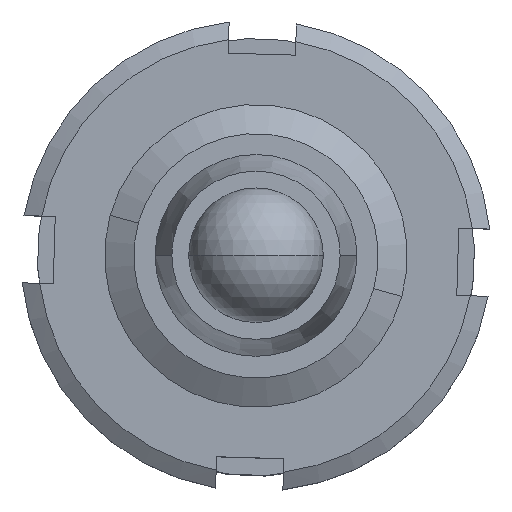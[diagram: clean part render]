
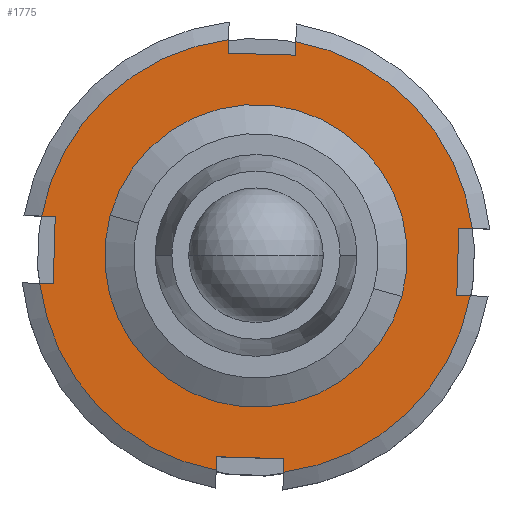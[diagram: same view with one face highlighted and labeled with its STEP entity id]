
A CAD part, top view. The second image highlights one B-rep face of the part: STEP entity #1775.
In plain terms, the highlighted planar face has unit normal (0, 0, 1).
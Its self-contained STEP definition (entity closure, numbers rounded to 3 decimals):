
#2 = EDGE_CURVE ( 'NONE', #1094, #1851, #1438, .T. ) ;
#15 = EDGE_CURVE ( 'NONE', #1896, #403, #92, .T. ) ;
#26 = EDGE_CURVE ( 'NONE', #1714, #1094, #850, .T. ) ;
#46 = AXIS2_PLACEMENT_3D ( 'NONE', #474, #1907, #1864 ) ;
#54 = VERTEX_POINT ( 'NONE', #629 ) ;
#56 = EDGE_CURVE ( 'NONE', #403, #1896, #228, .T. ) ;
#62 = VECTOR ( 'NONE', #704, 1000. ) ;
#81 = VECTOR ( 'NONE', #1378, 1000. ) ;
#82 = CARTESIAN_POINT ( 'NONE',  ( -0.755, 4.086, 10.543 ) ) ;
#87 = CARTESIAN_POINT ( 'NONE',  ( 11.298, 5.738, 10.543 ) ) ;
#92 = CIRCLE ( 'NONE', #1543, 4.125 ) ;
#96 = LINE ( 'NONE', #1649, #1695 ) ;
#115 = LINE ( 'NONE', #211, #524 ) ;
#123 = VECTOR ( 'NONE', #1743, 1000. ) ;
#139 = ORIENTED_EDGE ( 'NONE', *, *, #247, .T. ) ;
#153 = ORIENTED_EDGE ( 'NONE', *, *, #760, .T. ) ;
#203 = ORIENTED_EDGE ( 'NONE', *, *, #1181, .T. ) ;
#207 = EDGE_CURVE ( 'NONE', #1692, #616, #1462, .T. ) ;
#211 = CARTESIAN_POINT ( 'NONE',  ( 12.226, 5.711, 10.543 ) ) ;
#216 = CARTESIAN_POINT ( 'NONE',  ( 11.24, 3.739, 10.543 ) ) ;
#218 = DIRECTION ( 'NONE',  ( 1., -0.029, 0. ) ) ;
#228 = CIRCLE ( 'NONE', #1879, 4.125 ) ;
#247 = EDGE_CURVE ( 'NONE', #1764, #322, #1872, .T. ) ;
#289 = FACE_BOUND ( 'NONE', #713, .T. ) ;
#304 = ORIENTED_EDGE ( 'NONE', *, *, #56, .F. ) ;
#305 = DIRECTION ( 'NONE',  ( 0.029, 1., 0. ) ) ;
#322 = VERTEX_POINT ( 'NONE', #1285 ) ;
#326 = VERTEX_POINT ( 'NONE', #1280 ) ;
#328 = ORIENTED_EDGE ( 'NONE', *, *, #2, .T. ) ;
#340 = CARTESIAN_POINT ( 'NONE',  ( 4.446, 10.939, 10.543 ) ) ;
#359 = DIRECTION ( 'NONE',  ( 0., 0., 1. ) ) ;
#389 = DIRECTION ( 'NONE',  ( 1., -0.029, 0. ) ) ;
#393 = VERTEX_POINT ( 'NONE', #1325 ) ;
#403 = VERTEX_POINT ( 'NONE', #1331 ) ;
#409 = CARTESIAN_POINT ( 'NONE',  ( -0.755, 4.086, 10.543 ) ) ;
#421 = ORIENTED_EDGE ( 'NONE', *, *, #725, .T. ) ;
#422 = EDGE_LOOP ( 'NONE', ( #945, #885, #153, #1403, #573, #964, #328, #1189, #724, #1030, #662, #203, #421, #1901, #139, #722 ) ) ;
#436 = VECTOR ( 'NONE', #1410, 1000. ) ;
#445 = VERTEX_POINT ( 'NONE', #1487 ) ;
#474 = CARTESIAN_POINT ( 'NONE',  ( 5.272, 4.912, 10.543 ) ) ;
#476 = AXIS2_PLACEMENT_3D ( 'NONE', #1157, #359, #389 ) ;
#510 = CARTESIAN_POINT ( 'NONE',  ( 11.701, 5.727, 10.543 ) ) ;
#524 = VECTOR ( 'NONE', #218, 1000. ) ;
#532 = CARTESIAN_POINT ( 'NONE',  ( 6.086, -1.517, 10.543 ) ) ;
#535 = LINE ( 'NONE', #1448, #123 ) ;
#536 = CARTESIAN_POINT ( 'NONE',  ( -1.099, 6.097, 10.543 ) ) ;
#539 = AXIS2_PLACEMENT_3D ( 'NONE', #1861, #861, #1201 ) ;
#555 = DIRECTION ( 'NONE',  ( -1., 0.029, 0. ) ) ;
#569 = PLANE ( 'NONE',  #476 ) ;
#573 = ORIENTED_EDGE ( 'NONE', *, *, #983, .T. ) ;
#613 = VECTOR ( 'NONE', #773, 1000. ) ;
#616 = VERTEX_POINT ( 'NONE', #1769 ) ;
#629 = CARTESIAN_POINT ( 'NONE',  ( 4.087, -1.459, 10.543 ) ) ;
#633 = EDGE_CURVE ( 'NONE', #616, #1085, #1296, .T. ) ;
#643 = CARTESIAN_POINT ( 'NONE',  ( 1.148, 5.032, 10.543 ) ) ;
#662 = ORIENTED_EDGE ( 'NONE', *, *, #633, .T. ) ;
#683 = CARTESIAN_POINT ( 'NONE',  ( 5.272, 4.912, 10.543 ) ) ;
#687 = CARTESIAN_POINT ( 'NONE',  ( -1.683, 4.113, 10.543 ) ) ;
#689 = DIRECTION ( 'NONE',  ( 1., -0.029, 0. ) ) ;
#702 = CARTESIAN_POINT ( 'NONE',  ( 11.298, 5.738, 10.543 ) ) ;
#704 = DIRECTION ( 'NONE',  ( -0.029, -1., 0. ) ) ;
#713 = EDGE_LOOP ( 'NONE', ( #304, #748 ) ) ;
#722 = ORIENTED_EDGE ( 'NONE', *, *, #1198, .T. ) ;
#724 = ORIENTED_EDGE ( 'NONE', *, *, #1845, .T. ) ;
#725 = EDGE_CURVE ( 'NONE', #1878, #326, #1656, .T. ) ;
#738 = CARTESIAN_POINT ( 'NONE',  ( -0.697, 6.085, 10.543 ) ) ;
#741 = VECTOR ( 'NONE', #1552, 1000. ) ;
#742 = CARTESIAN_POINT ( 'NONE',  ( 5.272, 4.912, 10.543 ) ) ;
#748 = ORIENTED_EDGE ( 'NONE', *, *, #15, .F. ) ;
#755 = DIRECTION ( 'NONE',  ( 0., 0., 1. ) ) ;
#759 = DIRECTION ( 'NONE',  ( 1., -0.029, 0. ) ) ;
#760 = EDGE_CURVE ( 'NONE', #54, #393, #1096, .T. ) ;
#773 = DIRECTION ( 'NONE',  ( 1., -0.029, 0. ) ) ;
#785 = EDGE_CURVE ( 'NONE', #1851, #1465, #1869, .T. ) ;
#850 = CIRCLE ( 'NONE', #539, 6.48 ) ;
#858 = LINE ( 'NONE', #1587, #62 ) ;
#861 = DIRECTION ( 'NONE',  ( 0., 0., 1. ) ) ;
#880 = VECTOR ( 'NONE', #1315, 1000. ) ;
#885 = ORIENTED_EDGE ( 'NONE', *, *, #1218, .T. ) ;
#890 = LINE ( 'NONE', #687, #1350 ) ;
#899 = CARTESIAN_POINT ( 'NONE',  ( 4.099, -1.056, 10.543 ) ) ;
#912 = CARTESIAN_POINT ( 'NONE',  ( 6.098, -1.114, 10.543 ) ) ;
#924 = CARTESIAN_POINT ( 'NONE',  ( 5.272, 4.912, 10.543 ) ) ;
#945 = ORIENTED_EDGE ( 'NONE', *, *, #1704, .T. ) ;
#964 = ORIENTED_EDGE ( 'NONE', *, *, #26, .T. ) ;
#983 = EDGE_CURVE ( 'NONE', #1079, #1714, #858, .T. ) ;
#1015 = AXIS2_PLACEMENT_3D ( 'NONE', #1109, #1106, #1104 ) ;
#1028 = VECTOR ( 'NONE', #1418, 1000. ) ;
#1030 = ORIENTED_EDGE ( 'NONE', *, *, #207, .T. ) ;
#1079 = VERTEX_POINT ( 'NONE', #912 ) ;
#1085 = VERTEX_POINT ( 'NONE', #1911 ) ;
#1094 = VERTEX_POINT ( 'NONE', #1159 ) ;
#1096 = LINE ( 'NONE', #899, #741 ) ;
#1104 = DIRECTION ( 'NONE',  ( 1., -0.029, 0. ) ) ;
#1106 = DIRECTION ( 'NONE',  ( 0., 0., 1. ) ) ;
#1109 = CARTESIAN_POINT ( 'NONE',  ( 5.272, 4.912, 10.543 ) ) ;
#1157 = CARTESIAN_POINT ( 'NONE',  ( 5.272, 4.912, 10.543 ) ) ;
#1159 = CARTESIAN_POINT ( 'NONE',  ( 11.643, 3.727, 10.543 ) ) ;
#1181 = EDGE_CURVE ( 'NONE', #1085, #1878, #535, .T. ) ;
#1186 = DIRECTION ( 'NONE',  ( 0., 0., 1. ) ) ;
#1189 = ORIENTED_EDGE ( 'NONE', *, *, #785, .T. ) ;
#1198 = EDGE_CURVE ( 'NONE', #322, #1796, #1706, .T. ) ;
#1201 = DIRECTION ( 'NONE',  ( 1., -0.029, 0. ) ) ;
#1218 = EDGE_CURVE ( 'NONE', #445, #54, #1236, .T. ) ;
#1236 = CIRCLE ( 'NONE', #1386, 6.48 ) ;
#1280 = CARTESIAN_POINT ( 'NONE',  ( 4.457, 11.341, 10.543 ) ) ;
#1285 = CARTESIAN_POINT ( 'NONE',  ( -0.697, 6.085, 10.543 ) ) ;
#1296 = LINE ( 'NONE', #1787, #81 ) ;
#1315 = DIRECTION ( 'NONE',  ( -0.029, -1., 0. ) ) ;
#1325 = CARTESIAN_POINT ( 'NONE',  ( 4.099, -1.056, 10.543 ) ) ;
#1331 = CARTESIAN_POINT ( 'NONE',  ( 9.395, 4.793, 10.543 ) ) ;
#1350 = VECTOR ( 'NONE', #555, 1000. ) ;
#1356 = EDGE_CURVE ( 'NONE', #393, #1079, #96, .T. ) ;
#1378 = DIRECTION ( 'NONE',  ( -0.029, -1., 0. ) ) ;
#1386 = AXIS2_PLACEMENT_3D ( 'NONE', #683, #1186, #689 ) ;
#1398 = CARTESIAN_POINT ( 'NONE',  ( 4.473, 11.866, 10.543 ) ) ;
#1403 = ORIENTED_EDGE ( 'NONE', *, *, #1356, .T. ) ;
#1410 = DIRECTION ( 'NONE',  ( 0.029, 1., 0. ) ) ;
#1418 = DIRECTION ( 'NONE',  ( -1., 0.029, 0. ) ) ;
#1438 = LINE ( 'NONE', #1841, #1028 ) ;
#1448 = CARTESIAN_POINT ( 'NONE',  ( 4.446, 10.939, 10.543 ) ) ;
#1461 = VECTOR ( 'NONE', #305, 1000. ) ;
#1462 = CIRCLE ( 'NONE', #1015, 6.48 ) ;
#1465 = VERTEX_POINT ( 'NONE', #87 ) ;
#1477 = CIRCLE ( 'NONE', #46, 6.48 ) ;
#1487 = CARTESIAN_POINT ( 'NONE',  ( -1.157, 4.098, 10.543 ) ) ;
#1505 = FACE_OUTER_BOUND ( 'NONE', #422, .T. ) ;
#1543 = AXIS2_PLACEMENT_3D ( 'NONE', #924, #1936, #1691 ) ;
#1552 = DIRECTION ( 'NONE',  ( 0.029, 1., 0. ) ) ;
#1587 = CARTESIAN_POINT ( 'NONE',  ( 6.071, -2.042, 10.543 ) ) ;
#1648 = DIRECTION ( 'NONE',  ( 1., -0.029, 0. ) ) ;
#1649 = CARTESIAN_POINT ( 'NONE',  ( 6.098, -1.114, 10.543 ) ) ;
#1656 = LINE ( 'NONE', #1398, #436 ) ;
#1691 = DIRECTION ( 'NONE',  ( 1., -0.029, 0. ) ) ;
#1692 = VERTEX_POINT ( 'NONE', #510 ) ;
#1693 = EDGE_CURVE ( 'NONE', #326, #1764, #1477, .T. ) ;
#1695 = VECTOR ( 'NONE', #1648, 1000. ) ;
#1704 = EDGE_CURVE ( 'NONE', #1796, #445, #890, .T. ) ;
#1706 = LINE ( 'NONE', #82, #880 ) ;
#1714 = VERTEX_POINT ( 'NONE', #532 ) ;
#1743 = DIRECTION ( 'NONE',  ( -1., 0.029, 0. ) ) ;
#1764 = VERTEX_POINT ( 'NONE', #536 ) ;
#1769 = CARTESIAN_POINT ( 'NONE',  ( 6.456, 11.283, 10.543 ) ) ;
#1775 = ADVANCED_FACE ( 'NONE', ( #289, #1505 ), #569, .T. ) ;
#1787 = CARTESIAN_POINT ( 'NONE',  ( 6.445, 10.881, 10.543 ) ) ;
#1796 = VERTEX_POINT ( 'NONE', #409 ) ;
#1841 = CARTESIAN_POINT ( 'NONE',  ( 11.24, 3.739, 10.543 ) ) ;
#1845 = EDGE_CURVE ( 'NONE', #1465, #1692, #115, .T. ) ;
#1851 = VERTEX_POINT ( 'NONE', #216 ) ;
#1861 = CARTESIAN_POINT ( 'NONE',  ( 5.272, 4.912, 10.543 ) ) ;
#1864 = DIRECTION ( 'NONE',  ( 1., -0.029, 0. ) ) ;
#1869 = LINE ( 'NONE', #702, #1461 ) ;
#1872 = LINE ( 'NONE', #738, #613 ) ;
#1878 = VERTEX_POINT ( 'NONE', #340 ) ;
#1879 = AXIS2_PLACEMENT_3D ( 'NONE', #742, #755, #759 ) ;
#1896 = VERTEX_POINT ( 'NONE', #643 ) ;
#1901 = ORIENTED_EDGE ( 'NONE', *, *, #1693, .T. ) ;
#1907 = DIRECTION ( 'NONE',  ( 0., 0., 1. ) ) ;
#1911 = CARTESIAN_POINT ( 'NONE',  ( 6.445, 10.881, 10.543 ) ) ;
#1936 = DIRECTION ( 'NONE',  ( 0., 0., 1. ) ) ;
